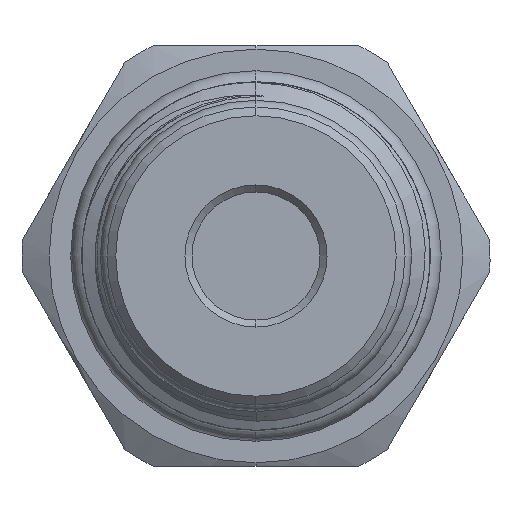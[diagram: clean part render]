
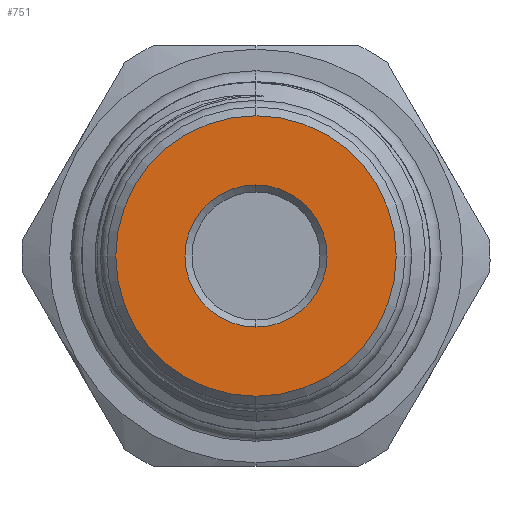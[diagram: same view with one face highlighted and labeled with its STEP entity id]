
A CAD part, left-side view. The second image highlights one B-rep face of the part: STEP entity #751.
In plain terms, the highlighted planar face has unit normal (-1, 0, 0).
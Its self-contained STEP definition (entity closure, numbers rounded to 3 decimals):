
#645 = PLANE ( 'NONE',  #5860 ) ;
#674 = VERTEX_POINT ( 'NONE', #3591 ) ;
#677 = CARTESIAN_POINT ( 'NONE',  ( -63.454, 8., 0. ) ) ;
#751 = ADVANCED_FACE ( 'NONE', ( #4657, #2214 ), #645, .T. ) ;
#914 = CARTESIAN_POINT ( 'NONE',  ( -63.454, 0., 0. ) ) ;
#1361 = CARTESIAN_POINT ( 'NONE',  ( -63.454, 0., 0. ) ) ;
#1939 = AXIS2_PLACEMENT_3D ( 'NONE', #4857, #2933, #6167 ) ;
#2162 = DIRECTION ( 'NONE',  ( 1., 0., 0. ) ) ;
#2214 = FACE_OUTER_BOUND ( 'NONE', #5598, .T. ) ;
#2408 = VERTEX_POINT ( 'NONE', #3359 ) ;
#2745 = CIRCLE ( 'NONE', #5887, 8. ) ;
#2810 = CARTESIAN_POINT ( 'NONE',  ( -63.454, 0., 0. ) ) ;
#2933 = DIRECTION ( 'NONE',  ( 1., 0., 0. ) ) ;
#3146 = CIRCLE ( 'NONE', #1939, 4.05 ) ;
#3359 = CARTESIAN_POINT ( 'NONE',  ( -63.454, 0., 8. ) ) ;
#3489 = DIRECTION ( 'NONE',  ( -1., 0., 0. ) ) ;
#3591 = CARTESIAN_POINT ( 'NONE',  ( -63.454, 0., -4.05 ) ) ;
#3720 = ORIENTED_EDGE ( 'NONE', *, *, #6513, .T. ) ;
#3782 = EDGE_LOOP ( 'NONE', ( #6658, #3720 ) ) ;
#3942 = DIRECTION ( 'NONE',  ( -1., 0., 0. ) ) ;
#3962 = DIRECTION ( 'NONE',  ( -1., 0., 0. ) ) ;
#4187 = EDGE_CURVE ( 'NONE', #2408, #8096, #4808, .T. ) ;
#4337 = CARTESIAN_POINT ( 'NONE',  ( -63.454, 0., 4.05 ) ) ;
#4657 = FACE_BOUND ( 'NONE', #3782, .T. ) ;
#4808 = CIRCLE ( 'NONE', #8112, 8. ) ;
#4857 = CARTESIAN_POINT ( 'NONE',  ( -63.454, 0., 0. ) ) ;
#5399 = AXIS2_PLACEMENT_3D ( 'NONE', #2810, #2162, #6707 ) ;
#5598 = EDGE_LOOP ( 'NONE', ( #5808, #8186 ) ) ;
#5808 = ORIENTED_EDGE ( 'NONE', *, *, #7503, .T. ) ;
#5860 = AXIS2_PLACEMENT_3D ( 'NONE', #677, #3942, #7761 ) ;
#5887 = AXIS2_PLACEMENT_3D ( 'NONE', #1361, #3962, #6552 ) ;
#6167 = DIRECTION ( 'NONE',  ( 0., 0., 1. ) ) ;
#6513 = EDGE_CURVE ( 'NONE', #674, #7246, #3146, .T. ) ;
#6552 = DIRECTION ( 'NONE',  ( 0., 0., 1. ) ) ;
#6658 = ORIENTED_EDGE ( 'NONE', *, *, #7026, .T. ) ;
#6684 = CARTESIAN_POINT ( 'NONE',  ( -63.454, 0., -8. ) ) ;
#6707 = DIRECTION ( 'NONE',  ( 0., 0., 1. ) ) ;
#6731 = DIRECTION ( 'NONE',  ( 0., 0., 1. ) ) ;
#7026 = EDGE_CURVE ( 'NONE', #7246, #674, #8197, .T. ) ;
#7246 = VERTEX_POINT ( 'NONE', #4337 ) ;
#7503 = EDGE_CURVE ( 'NONE', #8096, #2408, #2745, .T. ) ;
#7761 = DIRECTION ( 'NONE',  ( 0., 0., 1. ) ) ;
#8096 = VERTEX_POINT ( 'NONE', #6684 ) ;
#8112 = AXIS2_PLACEMENT_3D ( 'NONE', #914, #3489, #6731 ) ;
#8186 = ORIENTED_EDGE ( 'NONE', *, *, #4187, .T. ) ;
#8197 = CIRCLE ( 'NONE', #5399, 4.05 ) ;
